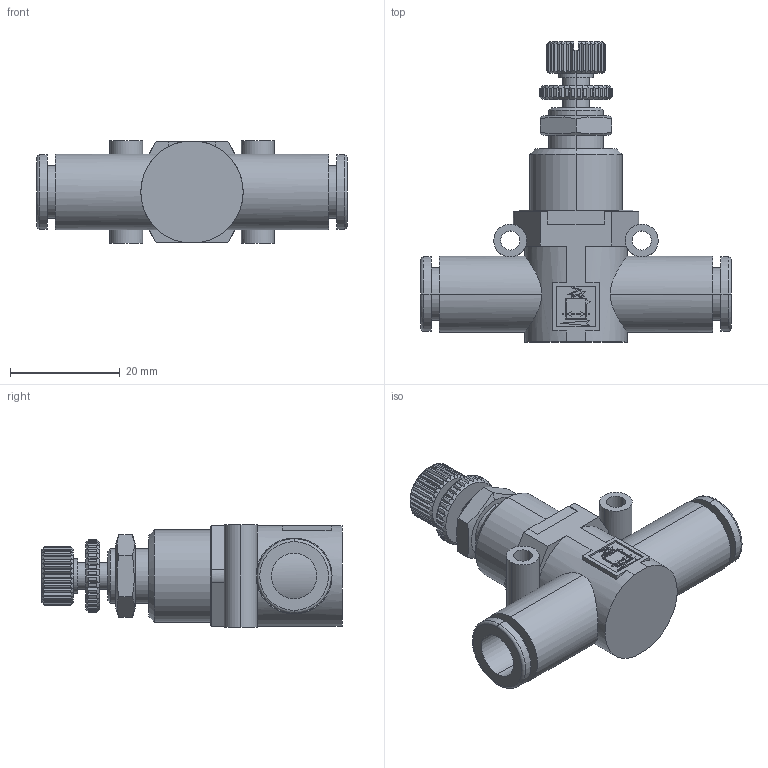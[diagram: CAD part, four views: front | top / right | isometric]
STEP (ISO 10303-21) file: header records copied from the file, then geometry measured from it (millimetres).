
FILE_DESCRIPTION (( 'STEP AP203' ), '1' );
FILE_NAME ('PRU516.step', '2016-02-15T19:54:46', ( '' ), ( '' ), 'SwSTEP 2.0', 'SolidWorks 2015', '' );
FILE_SCHEMA (( 'CONFIG_CONTROL_DESIGN' ));
Length unit declared in the file: millimetre
Products named in the file (1): PRU516
Bounding box: 56.61 x 54.75 x 18.65 mm (x, y, z)
Volume: 14948.3 mm3; surface area: 9800.5 mm2
Topology: 4 solids, 4 shells, 412 faces, 1138 edges, 754 vertices
Faces by surface type: plane 276, cylinder 116, cone 16, torus 4
Entity records: 13921 total; most frequent: CARTESIAN_POINT 3689, ORIENTED_EDGE 2276, DIRECTION 1900, EDGE_CURVE 1138, VERTEX_POINT 754, AXIS2_PLACEMENT_3D 665, VECTOR 570, LINE 570
